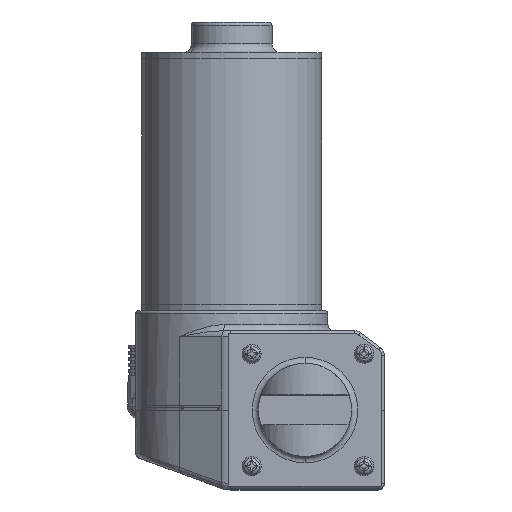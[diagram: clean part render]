
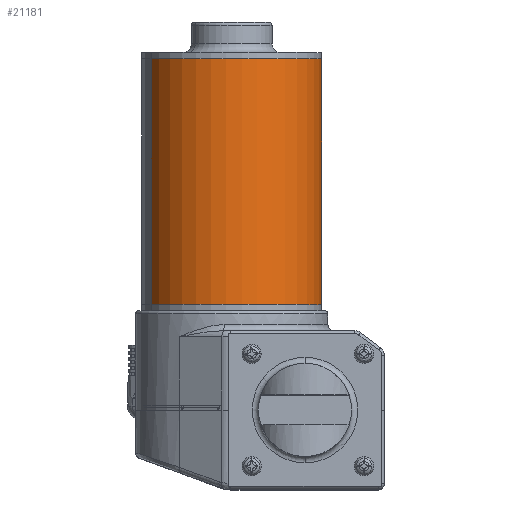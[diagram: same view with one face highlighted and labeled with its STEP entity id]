
A CAD part, top view. The second image highlights one B-rep face of the part: STEP entity #21181.
In plain terms, the highlighted cylindrical face has radius 29.5 mm (diameter 59 mm), a partial arc.
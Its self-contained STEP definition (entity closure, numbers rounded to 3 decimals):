
#614 = CARTESIAN_POINT ( 'NONE',  ( 0., 0., 80.5 ) ) ;
#1115 = VERTEX_POINT ( 'NONE', #19859 ) ;
#1984 = ORIENTED_EDGE ( 'NONE', *, *, #19756, .T. ) ;
#2308 = AXIS2_PLACEMENT_3D ( 'NONE', #614, #12564, #17440 ) ;
#3048 = ORIENTED_EDGE ( 'NONE', *, *, #3552, .F. ) ;
#3066 = ORIENTED_EDGE ( 'NONE', *, *, #29651, .T. ) ;
#3552 = EDGE_CURVE ( 'NONE', #3625, #8984, #16137, .T. ) ;
#3625 = VERTEX_POINT ( 'NONE', #13210 ) ;
#7019 = CARTESIAN_POINT ( 'NONE',  ( -29.5, 0., 80.5 ) ) ;
#7565 = CARTESIAN_POINT ( 'NONE',  ( 29.5, 0., 80.5 ) ) ;
#8263 = DIRECTION ( 'NONE',  ( 0., 0., 1. ) ) ;
#8984 = VERTEX_POINT ( 'NONE', #19449 ) ;
#9587 = FACE_OUTER_BOUND ( 'NONE', #13496, .T. ) ;
#10074 = AXIS2_PLACEMENT_3D ( 'NONE', #11027, #27822, #13443 ) ;
#11027 = CARTESIAN_POINT ( 'NONE',  ( 0., 0., 0. ) ) ;
#11257 = AXIS2_PLACEMENT_3D ( 'NONE', #22682, #8263, #25090 ) ;
#12277 = LINE ( 'NONE', #7019, #17964 ) ;
#12564 = DIRECTION ( 'NONE',  ( 0., 0., -1. ) ) ;
#13210 = CARTESIAN_POINT ( 'NONE',  ( 29.5, 0., 80.5 ) ) ;
#13443 = DIRECTION ( 'NONE',  ( 1., 0., 0. ) ) ;
#13496 = EDGE_LOOP ( 'NONE', ( #3048, #3066, #1984, #31056 ) ) ;
#16137 = CIRCLE ( 'NONE', #11257, 29.5 ) ;
#16615 = DIRECTION ( 'NONE',  ( 0., 0., -1. ) ) ;
#16842 = CIRCLE ( 'NONE', #10074, 29.5 ) ;
#17440 = DIRECTION ( 'NONE',  ( -1., 0., 0. ) ) ;
#17964 = VECTOR ( 'NONE', #16615, 1000. ) ;
#19449 = CARTESIAN_POINT ( 'NONE',  ( -29.5, 0., 80.5 ) ) ;
#19756 = EDGE_CURVE ( 'NONE', #1115, #21268, #16842, .T. ) ;
#19859 = CARTESIAN_POINT ( 'NONE',  ( 29.5, 0., 0. ) ) ;
#19977 = EDGE_CURVE ( 'NONE', #8984, #21268, #12277, .T. ) ;
#21181 = ADVANCED_FACE ( 'NONE', ( #9587 ), #21667, .T. ) ;
#21268 = VERTEX_POINT ( 'NONE', #29556 ) ;
#21667 = CYLINDRICAL_SURFACE ( 'NONE', #2308, 29.5 ) ;
#21690 = LINE ( 'NONE', #7565, #27285 ) ;
#22682 = CARTESIAN_POINT ( 'NONE',  ( 0., 0., 80.5 ) ) ;
#25090 = DIRECTION ( 'NONE',  ( 1., 0., 0. ) ) ;
#27285 = VECTOR ( 'NONE', #29200, 1000. ) ;
#27822 = DIRECTION ( 'NONE',  ( 0., 0., 1. ) ) ;
#29200 = DIRECTION ( 'NONE',  ( 0., 0., -1. ) ) ;
#29556 = CARTESIAN_POINT ( 'NONE',  ( -29.5, 0., 0. ) ) ;
#29651 = EDGE_CURVE ( 'NONE', #3625, #1115, #21690, .T. ) ;
#31056 = ORIENTED_EDGE ( 'NONE', *, *, #19977, .F. ) ;
